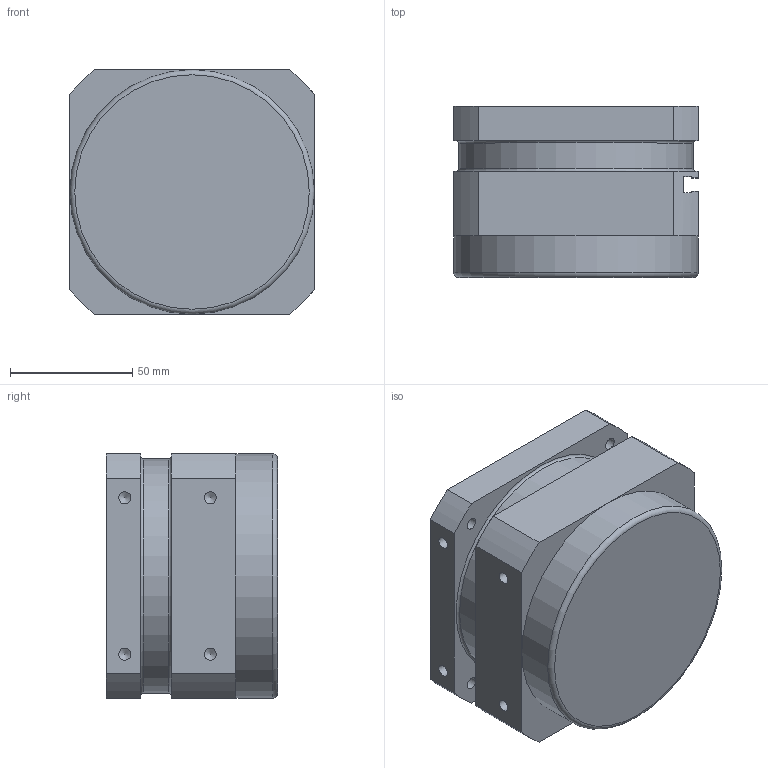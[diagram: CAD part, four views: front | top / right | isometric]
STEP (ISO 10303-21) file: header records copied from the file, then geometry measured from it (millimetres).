
FILE_DESCRIPTION(/* description */ (''),/* implementation_level */ '2;1');
FILE_NAME(/* name */ 'TOGC100078 A.stp',/* time_stamp */ '2016-01-06T12:23:22+01:00',/* author */ ('pb'),/* organization */ (''),/* preprocessor_version */ 'ST-DEVELOPER v15.6',/* originating_system */ 'Autodesk Inventor 2015',/* authorisation */ '');
FILE_SCHEMA (('AUTOMOTIVE_DESIGN { 1 0 10303 214 3 1 1 }'));
Length unit declared in the file: millimetre
Products named in the file (1): Part16
Bounding box: 100 x 70 x 100 mm (x, y, z)
Volume: 613585.5 mm3; surface area: 52508.6 mm2
Topology: 1 solids, 1 shells, 55 faces, 132 edges, 84 vertices
Faces by surface type: plane 27, cylinder 21, cone 4, torus 3
Full cylindrical faces by diameter (mm): 4.917 x8, 8.376 x1, 8.566 x2, 96 x1, 100 x1
Entity records: 1579 total; most frequent: DIRECTION 276, CARTESIAN_POINT 244, ORIENTED_EDGE 216, AXIS2_PLACEMENT_3D 112, EDGE_CURVE 108, EDGE_LOOP 88, VERTEX_POINT 80, CIRCLE 56
